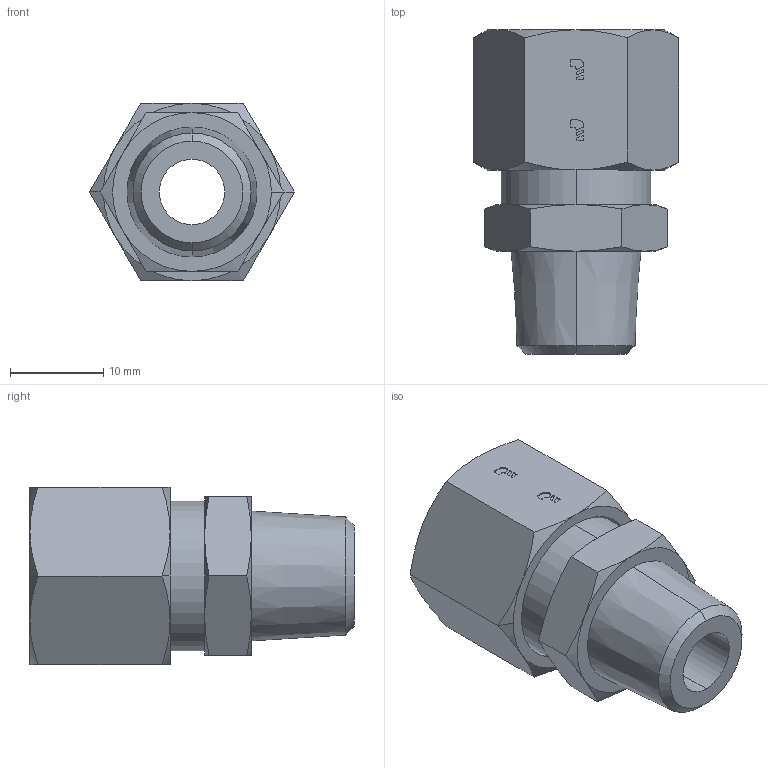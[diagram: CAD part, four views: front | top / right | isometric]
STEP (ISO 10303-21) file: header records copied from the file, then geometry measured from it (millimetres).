
FILE_DESCRIPTION(('STEP AP214'),'1');
FILE_NAME('1805_10_14.stp','2016-07-07T14:24:36',('TraceParts'),('TraceParts S.A.'),'Spatial InterOp 3D',' ',' ');
FILE_SCHEMA(('automotive_design'));
Length unit declared in the file: millimetre
Products named in the file (3): 00045-69782-DFP-01000_8FZWYWBD6K943K1V2GPKC5OJQ_02; Enl_vement de mati_re-R_volution1; 00045-69782-DFP-01000_8FZWYWBD6K943K1V2GPKC5OJQ_03
Bounding box: 21.94 x 34.69 x 19 mm (x, y, z)
Volume: 6206 mm3; surface area: 4948.8 mm2
Topology: 3 solids, 3 shells, 274 faces, 702 edges, 449 vertices
Faces by surface type: plane 163, cone 55, cylinder 50, bspline 6
Entity records: 11036 total; most frequent: CARTESIAN_POINT 2108, ORIENTED_EDGE 1404, DIRECTION 1355, EDGE_CURVE 702, LINE 483, VECTOR 483, VERTEX_POINT 449, AXIS2_PLACEMENT_3D 436
